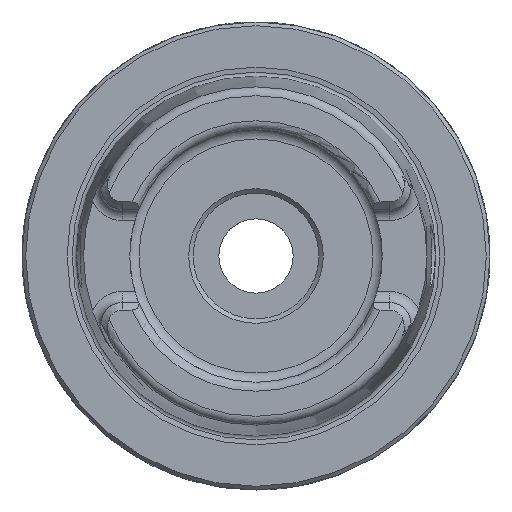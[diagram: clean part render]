
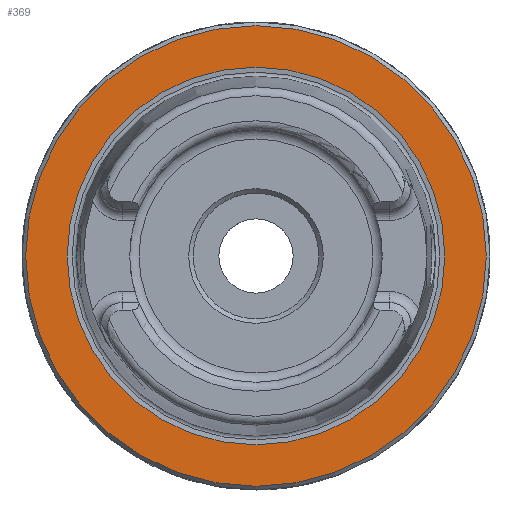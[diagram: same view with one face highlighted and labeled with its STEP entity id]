
A CAD part, left-side view. The second image highlights one B-rep face of the part: STEP entity #369.
In plain terms, the highlighted planar face has unit normal (-1, 0, 0).
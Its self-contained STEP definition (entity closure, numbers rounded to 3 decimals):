
#369 = ADVANCED_FACE( '', ( #798, #799 ), #800, .T. );
#798 = FACE_OUTER_BOUND( '', #1243, .T. );
#799 = FACE_BOUND( '', #1244, .T. );
#800 = PLANE( '', #1245 );
#1243 = EDGE_LOOP( '', ( #2234 ) );
#1244 = EDGE_LOOP( '', ( #2235 ) );
#1245 = AXIS2_PLACEMENT_3D( '', #2236, #2237, #2238 );
#2234 = ORIENTED_EDGE( '', *, *, #2493, .T. );
#2235 = ORIENTED_EDGE( '', *, *, #2674, .F. );
#2236 = CARTESIAN_POINT( '', ( 0., 0., 31. ) );
#2237 = DIRECTION( '', ( -1., 0., 0. ) );
#2238 = DIRECTION( '', ( 0., 0., 1. ) );
#2493 = EDGE_CURVE( '', #2979, #2979, #2980, .T. );
#2674 = EDGE_CURVE( '', #3256, #3256, #3257, .T. );
#2979 = VERTEX_POINT( '', #4120 );
#2980 = CIRCLE( '', #4121, 31. );
#3256 = VERTEX_POINT( '', #4939 );
#3257 = CIRCLE( '', #4940, 25.418 );
#4120 = CARTESIAN_POINT( '', ( 0., 0., 31. ) );
#4121 = AXIS2_PLACEMENT_3D( '', #5501, #5502, #5503 );
#4939 = CARTESIAN_POINT( '', ( 0., 0., 25.418 ) );
#4940 = AXIS2_PLACEMENT_3D( '', #5712, #5713, #5714 );
#5501 = CARTESIAN_POINT( '', ( 0., 0., 0. ) );
#5502 = DIRECTION( '', ( -1., 0., 0. ) );
#5503 = DIRECTION( '', ( 0., 0., 1. ) );
#5712 = CARTESIAN_POINT( '', ( 0., 0., 0. ) );
#5713 = DIRECTION( '', ( -1., 0., 0. ) );
#5714 = DIRECTION( '', ( 0., 0., 1. ) );
